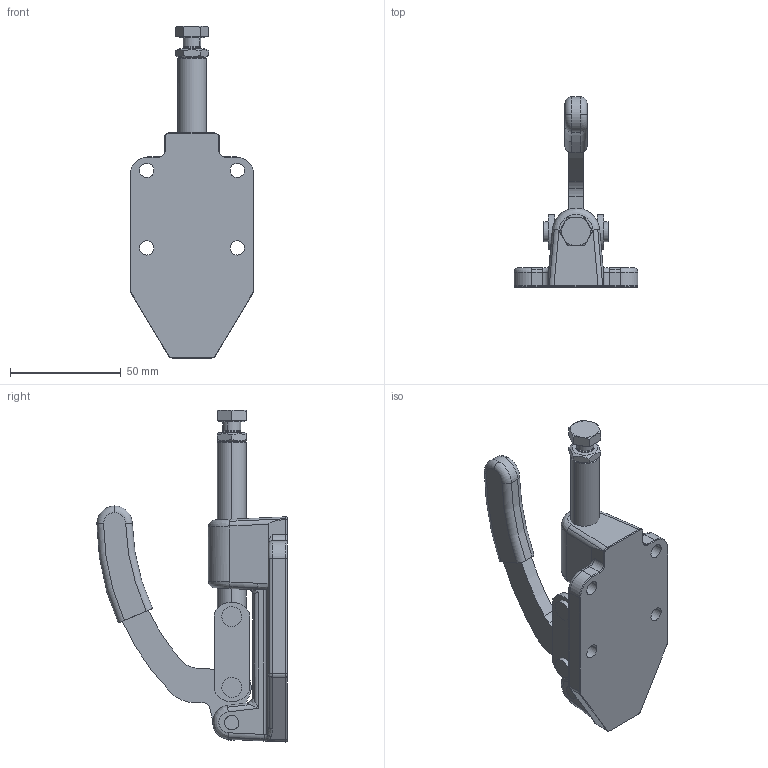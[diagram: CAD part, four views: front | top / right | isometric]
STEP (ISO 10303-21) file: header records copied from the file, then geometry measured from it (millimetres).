
FILE_DESCRIPTION((''),'2;1');
FILE_NAME('CP9.stp','2006-07-11T15:31:22',('Matthew'),(''),'Autodesk Inventor 8','Autodesk Inventor 8','');
FILE_SCHEMA(('AUTOMOTIVE_DESIGN { 1 0 10303 214 1 1 1 1 }'));
Length unit declared in the file: millimetre
Products named in the file (7): CP9; CP91; CP92; CP93; CP94; CP95; CP96
Assembly tree (6 placements, depth 2):
  CP9
    CP91
    CP92
    CP93
    CP94
    CP95
    CP96
Bounding box: 56 x 86 x 150.11 mm (x, y, z)
Volume: 99347.9 mm3; surface area: 35004.5 mm2
Topology: 6 solids, 6 shells, 282 faces, 705 edges, 445 vertices
Faces by surface type: cylinder 124, plane 74, bspline 44, cone 20, torus 16, sphere 4
Entity records: 10345 total; most frequent: CARTESIAN_POINT 3444, DIRECTION 1471, ORIENTED_EDGE 1394, EDGE_CURVE 697, AXIS2_PLACEMENT_3D 603, VERTEX_POINT 445, EDGE_LOOP 322, CIRCLE 302
